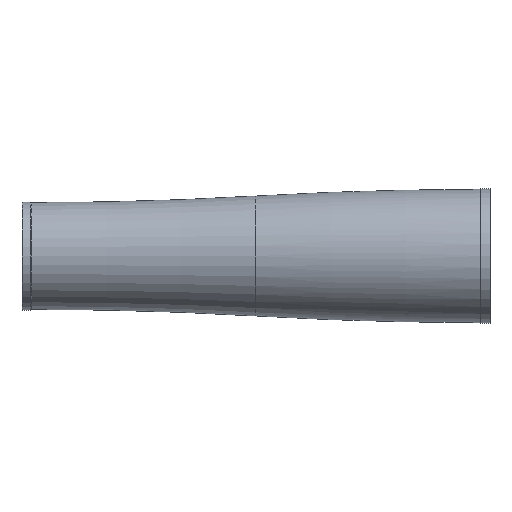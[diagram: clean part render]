
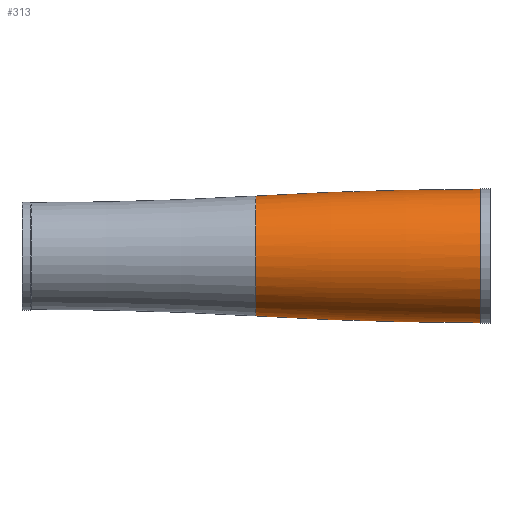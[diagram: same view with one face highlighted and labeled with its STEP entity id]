
A CAD part, front view. The second image highlights one B-rep face of the part: STEP entity #313.
In plain terms, the highlighted toroidal (fillet/blend) face has major radius 1563.12 mm and minor radius 1590.88 mm.
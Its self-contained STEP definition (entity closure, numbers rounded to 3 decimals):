
#33 = CIRCLE ( 'NONE', #978, 1590.875 ) ;
#52 = EDGE_CURVE ( 'NONE', #394, #592, #153, .T. ) ;
#56 = DIRECTION ( 'NONE',  ( 1., 0., 0. ) ) ;
#89 = CIRCLE ( 'NONE', #471, 27.75 ) ;
#144 = EDGE_CURVE ( 'NONE', #897, #592, #89, .T. ) ;
#153 = CIRCLE ( 'NONE', #283, 1590.875 ) ;
#204 = CIRCLE ( 'NONE', #691, 25. ) ;
#264 = CARTESIAN_POINT ( 'NONE',  ( -4., 0., 0. ) ) ;
#277 = CARTESIAN_POINT ( 'NONE',  ( -4., 0., 27.75 ) ) ;
#283 = AXIS2_PLACEMENT_3D ( 'NONE', #696, #311, #384 ) ;
#289 = DIRECTION ( 'NONE',  ( 0., 0., -1. ) ) ;
#307 = EDGE_CURVE ( 'NONE', #781, #897, #33, .T. ) ;
#310 = CARTESIAN_POINT ( 'NONE',  ( -4., 0., 0. ) ) ;
#311 = DIRECTION ( 'NONE',  ( 0., -1., 0. ) ) ;
#313 = ADVANCED_FACE ( 'NONE', ( #363 ), #519, .T. ) ;
#363 = FACE_OUTER_BOUND ( 'NONE', #845, .T. ) ;
#384 = DIRECTION ( 'NONE',  ( 0., 0., -1. ) ) ;
#394 = VERTEX_POINT ( 'NONE', #778 ) ;
#409 = CARTESIAN_POINT ( 'NONE',  ( -97.5, 0., 25. ) ) ;
#444 = ORIENTED_EDGE ( 'NONE', *, *, #840, .T. ) ;
#471 = AXIS2_PLACEMENT_3D ( 'NONE', #264, #738, #975 ) ;
#519 = TOROIDAL_SURFACE ( 'NONE', #802, -1563.125, 1590.875 ) ;
#592 = VERTEX_POINT ( 'NONE', #853 ) ;
#612 = DIRECTION ( 'NONE',  ( 1., 0., 0. ) ) ;
#656 = CARTESIAN_POINT ( 'NONE',  ( -97.5, 0., 0. ) ) ;
#691 = AXIS2_PLACEMENT_3D ( 'NONE', #656, #56, #289 ) ;
#695 = CARTESIAN_POINT ( 'NONE',  ( -4., 0., -1563.125 ) ) ;
#696 = CARTESIAN_POINT ( 'NONE',  ( -4., 0., 1563.125 ) ) ;
#738 = DIRECTION ( 'NONE',  ( 1., 0., 0. ) ) ;
#747 = DIRECTION ( 'NONE',  ( 0., 0., -1. ) ) ;
#768 = ORIENTED_EDGE ( 'NONE', *, *, #52, .T. ) ;
#778 = CARTESIAN_POINT ( 'NONE',  ( -97.5, 0., -25. ) ) ;
#781 = VERTEX_POINT ( 'NONE', #409 ) ;
#802 = AXIS2_PLACEMENT_3D ( 'NONE', #310, #612, #747 ) ;
#840 = EDGE_CURVE ( 'NONE', #781, #394, #204, .T. ) ;
#845 = EDGE_LOOP ( 'NONE', ( #922, #444, #768, #905 ) ) ;
#853 = CARTESIAN_POINT ( 'NONE',  ( -4., 0., -27.75 ) ) ;
#854 = DIRECTION ( 'NONE',  ( 0., 0., 1. ) ) ;
#897 = VERTEX_POINT ( 'NONE', #277 ) ;
#905 = ORIENTED_EDGE ( 'NONE', *, *, #144, .F. ) ;
#913 = DIRECTION ( 'NONE',  ( 0., 1., 0. ) ) ;
#922 = ORIENTED_EDGE ( 'NONE', *, *, #307, .F. ) ;
#975 = DIRECTION ( 'NONE',  ( 0., 0., -1. ) ) ;
#978 = AXIS2_PLACEMENT_3D ( 'NONE', #695, #913, #854 ) ;
